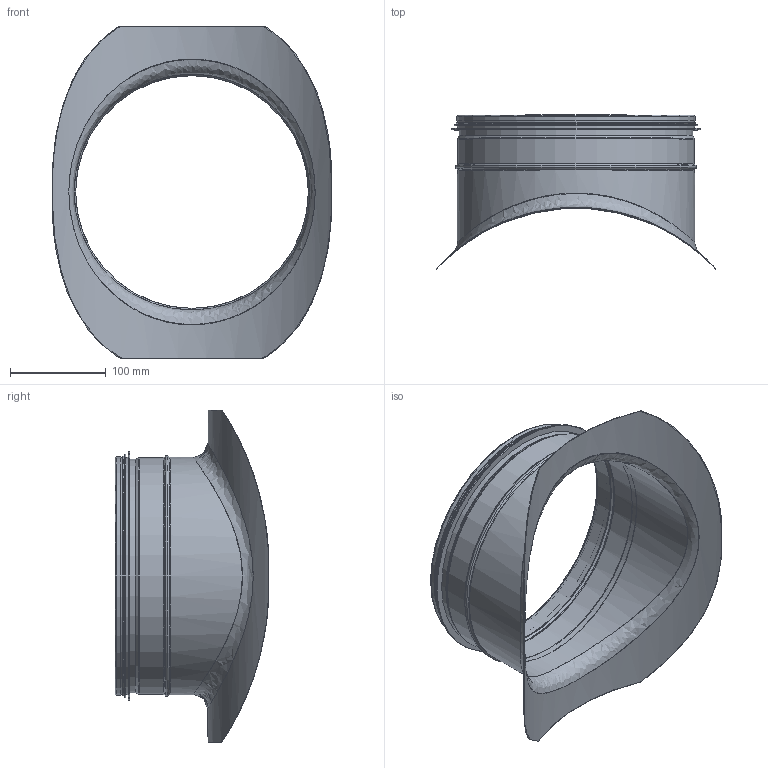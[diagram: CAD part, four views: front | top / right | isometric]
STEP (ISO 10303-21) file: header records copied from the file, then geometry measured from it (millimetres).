
FILE_DESCRIPTION((''),'2;1');
FILE_NAME('HPS-400-250.stp','2014-02-24T07:57:30',(''),(''),'Autodesk Inventor 2013','Autodesk Inventor 2013','');
FILE_SCHEMA(('AUTOMOTIVE_DESIGN { 1 2 10303 214 0 1 1 1 }'));
Length unit declared in the file: millimetre
Products named in the file (3): HPS-400-250; HPSRörämne_400-250; 999007
Assembly tree (2 placements, depth 2):
  HPS-400-250
    HPSRörämne_400-250
    999007
Bounding box: 292 x 160.76 x 347 mm (x, y, z)
Volume: 104511.5 mm3; surface area: 324691.2 mm2
Topology: 2 solids, 2 shells, 56 faces, 115 edges, 67 vertices
Faces by surface type: cylinder 23, torus 15, plane 10, cone 6, bspline 2
Full cylindrical faces by diameter (mm): 243.1 x1, 244.1 x1, 245.3 x1, 246.9 x1, 247.9 x6, 248.9 x1, 254.3 x1, 259.3 x1
Entity records: 2225 total; most frequent: CARTESIAN_POINT 1026, DIRECTION 228, ORIENTED_EDGE 162, AXIS2_PLACEMENT_3D 108, EDGE_LOOP 98, EDGE_CURVE 81, VERTEX_POINT 67, STYLED_ITEM 58
